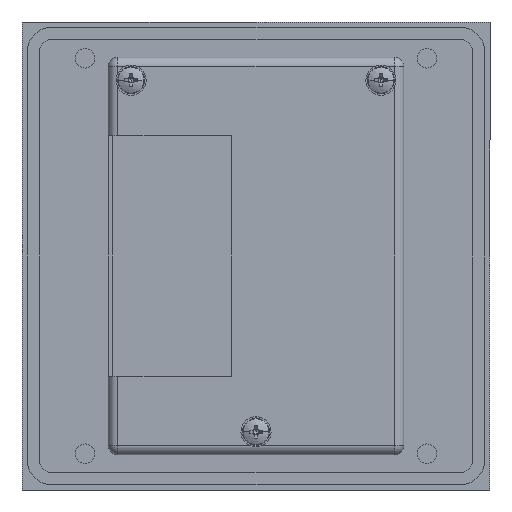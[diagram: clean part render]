
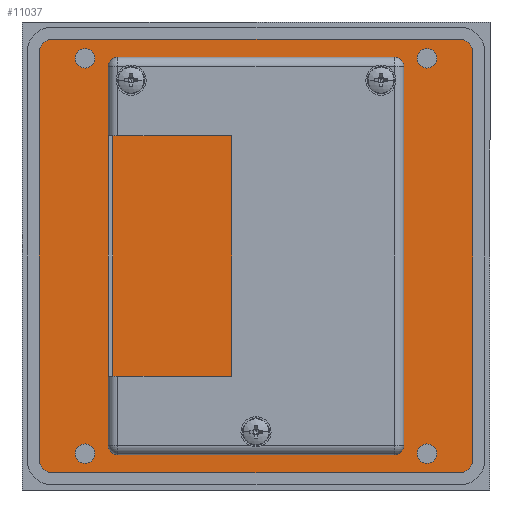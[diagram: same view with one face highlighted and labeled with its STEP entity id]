
A CAD part, front view. The second image highlights one B-rep face of the part: STEP entity #11037.
In plain terms, the highlighted planar face has unit normal (0, -1, 0).
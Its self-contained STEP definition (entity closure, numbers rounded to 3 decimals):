
#228 = CIRCLE ( 'NONE', #8544, 2. ) ;
#262 = DIRECTION ( 'NONE',  ( 0., 0., 1. ) ) ;
#565 = VERTEX_POINT ( 'NONE', #17976 ) ;
#757 = AXIS2_PLACEMENT_3D ( 'NONE', #17221, #8076, #11533 ) ;
#1020 = AXIS2_PLACEMENT_3D ( 'NONE', #7790, #2011, #5464 ) ;
#1329 = EDGE_CURVE ( 'NONE', #10803, #16016, #5781, .T. ) ;
#1390 = DIRECTION ( 'NONE',  ( 0., 0., 1. ) ) ;
#1545 = CARTESIAN_POINT ( 'NONE',  ( -35.25, -5.2, -40.75 ) ) ;
#1950 = DIRECTION ( 'NONE',  ( 0., -1., 0. ) ) ;
#2011 = DIRECTION ( 'NONE',  ( 0., -1., 0. ) ) ;
#2176 = CARTESIAN_POINT ( 'NONE',  ( 42.15, -5.2, 44.65 ) ) ;
#2180 = DIRECTION ( 'NONE',  ( 0., 0., -1. ) ) ;
#2379 = CARTESIAN_POINT ( 'NONE',  ( 44.65, -5.2, -42.15 ) ) ;
#2629 = AXIS2_PLACEMENT_3D ( 'NONE', #6052, #14957, #262 ) ;
#3325 = DIRECTION ( 'NONE',  ( 0., 0., 1. ) ) ;
#3677 = CARTESIAN_POINT ( 'NONE',  ( 35.25, -5.2, 40.75 ) ) ;
#4298 = VERTEX_POINT ( 'NONE', #10999 ) ;
#4852 = ORIENTED_EDGE ( 'NONE', *, *, #15818, .F. ) ;
#4886 = FACE_BOUND ( 'NONE', #9027, .T. ) ;
#5187 = CARTESIAN_POINT ( 'NONE',  ( -35.25, -5.2, 38.75 ) ) ;
#5280 = CARTESIAN_POINT ( 'NONE',  ( 35.25, -5.2, -40.75 ) ) ;
#5325 = AXIS2_PLACEMENT_3D ( 'NONE', #7011, #21531, #23187 ) ;
#5464 = DIRECTION ( 'NONE',  ( 0., 0., 1. ) ) ;
#5633 = CARTESIAN_POINT ( 'NONE',  ( 42.15, -5.2, -42.15 ) ) ;
#5657 = ORIENTED_EDGE ( 'NONE', *, *, #11633, .T. ) ;
#5720 = VECTOR ( 'NONE', #9405, 1000. ) ;
#5781 = CIRCLE ( 'NONE', #7662, 2. ) ;
#5898 = DIRECTION ( 'NONE',  ( 0., 0., 1. ) ) ;
#6052 = CARTESIAN_POINT ( 'NONE',  ( -42.15, -5.2, 42.15 ) ) ;
#6500 = VERTEX_POINT ( 'NONE', #17966 ) ;
#6845 = ORIENTED_EDGE ( 'NONE', *, *, #10874, .T. ) ;
#7011 = CARTESIAN_POINT ( 'NONE',  ( 0., -5.2, 0. ) ) ;
#7132 = CARTESIAN_POINT ( 'NONE',  ( -44.65, -5.2, 42.15 ) ) ;
#7393 = CARTESIAN_POINT ( 'NONE',  ( 42.15, -5.2, 42.15 ) ) ;
#7423 = EDGE_CURVE ( 'NONE', #20512, #13770, #18023, .T. ) ;
#7662 = AXIS2_PLACEMENT_3D ( 'NONE', #13015, #20166, #13125 ) ;
#7710 = EDGE_LOOP ( 'NONE', ( #4852, #15315 ) ) ;
#7763 = AXIS2_PLACEMENT_3D ( 'NONE', #11968, #15307, #17194 ) ;
#7790 = CARTESIAN_POINT ( 'NONE',  ( 35.25, -5.2, -40.75 ) ) ;
#7882 = EDGE_CURVE ( 'NONE', #12172, #6500, #228, .T. ) ;
#8076 = DIRECTION ( 'NONE',  ( 0., -1., 0. ) ) ;
#8334 = CARTESIAN_POINT ( 'NONE',  ( -35.25, -5.2, 42.75 ) ) ;
#8544 = AXIS2_PLACEMENT_3D ( 'NONE', #5280, #1950, #14421 ) ;
#8682 = FACE_BOUND ( 'NONE', #15247, .T. ) ;
#8726 = DIRECTION ( 'NONE',  ( 0., -1., 0. ) ) ;
#8991 = CARTESIAN_POINT ( 'NONE',  ( 35.25, -5.2, 38.75 ) ) ;
#9000 = EDGE_CURVE ( 'NONE', #14594, #19318, #22136, .T. ) ;
#9027 = EDGE_LOOP ( 'NONE', ( #13843, #18495 ) ) ;
#9405 = DIRECTION ( 'NONE',  ( -1., 0., 0. ) ) ;
#9669 = EDGE_LOOP ( 'NONE', ( #20158, #11675 ) ) ;
#9730 = CIRCLE ( 'NONE', #1020, 2. ) ;
#9949 = EDGE_LOOP ( 'NONE', ( #19924, #17821, #6845, #14392, #11997, #5657, #12783, #21559 ) ) ;
#10704 = PLANE ( 'NONE',  #5325 ) ;
#10803 = VERTEX_POINT ( 'NONE', #5187 ) ;
#10855 = DIRECTION ( 'NONE',  ( 0., 0., -1. ) ) ;
#10874 = EDGE_CURVE ( 'NONE', #17336, #20282, #19714, .T. ) ;
#10980 = VECTOR ( 'NONE', #1390, 1000. ) ;
#10999 = CARTESIAN_POINT ( 'NONE',  ( 44.65, -5.2, 42.15 ) ) ;
#11032 = CARTESIAN_POINT ( 'NONE',  ( -35.25, -5.2, -42.75 ) ) ;
#11037 = ADVANCED_FACE ( 'NONE', ( #16057, #13777, #21037, #8682, #4886 ), #10704, .F. ) ;
#11294 = EDGE_CURVE ( 'NONE', #16001, #17212, #18563, .T. ) ;
#11533 = DIRECTION ( 'NONE',  ( 0., 0., -1. ) ) ;
#11633 = EDGE_CURVE ( 'NONE', #12832, #4298, #19201, .T. ) ;
#11675 = ORIENTED_EDGE ( 'NONE', *, *, #7423, .F. ) ;
#11968 = CARTESIAN_POINT ( 'NONE',  ( 35.25, -5.2, 40.75 ) ) ;
#11997 = ORIENTED_EDGE ( 'NONE', *, *, #19348, .T. ) ;
#12172 = VERTEX_POINT ( 'NONE', #18698 ) ;
#12364 = CARTESIAN_POINT ( 'NONE',  ( 35.25, -5.2, 42.75 ) ) ;
#12602 = DIRECTION ( 'NONE',  ( 0., 0., -1. ) ) ;
#12783 = ORIENTED_EDGE ( 'NONE', *, *, #16720, .T. ) ;
#12810 = EDGE_CURVE ( 'NONE', #565, #17336, #14028, .T. ) ;
#12827 = AXIS2_PLACEMENT_3D ( 'NONE', #7393, #18220, #2180 ) ;
#12832 = VERTEX_POINT ( 'NONE', #2379 ) ;
#12864 = CIRCLE ( 'NONE', #2629, 2.5 ) ;
#13015 = CARTESIAN_POINT ( 'NONE',  ( -35.25, -5.2, 40.75 ) ) ;
#13082 = CARTESIAN_POINT ( 'NONE',  ( -35.25, -5.2, -38.75 ) ) ;
#13125 = DIRECTION ( 'NONE',  ( 0., 0., 1. ) ) ;
#13345 = DIRECTION ( 'NONE',  ( 1., 0., 0. ) ) ;
#13770 = VERTEX_POINT ( 'NONE', #12364 ) ;
#13777 = FACE_BOUND ( 'NONE', #7710, .T. ) ;
#13843 = ORIENTED_EDGE ( 'NONE', *, *, #11294, .F. ) ;
#13890 = EDGE_CURVE ( 'NONE', #19318, #565, #12864, .T. ) ;
#13907 = CIRCLE ( 'NONE', #19998, 2. ) ;
#13934 = CARTESIAN_POINT ( 'NONE',  ( -35.25, -5.2, 40.75 ) ) ;
#14028 = LINE ( 'NONE', #7132, #18208 ) ;
#14185 = DIRECTION ( 'NONE',  ( 0., 0., 1. ) ) ;
#14259 = EDGE_CURVE ( 'NONE', #6500, #12172, #9730, .T. ) ;
#14392 = ORIENTED_EDGE ( 'NONE', *, *, #14663, .T. ) ;
#14421 = DIRECTION ( 'NONE',  ( 0., 0., 1. ) ) ;
#14594 = VERTEX_POINT ( 'NONE', #19911 ) ;
#14663 = EDGE_CURVE ( 'NONE', #20282, #22144, #15146, .T. ) ;
#14682 = CIRCLE ( 'NONE', #16222, 2.5 ) ;
#14957 = DIRECTION ( 'NONE',  ( 0., -1., 0. ) ) ;
#15146 = LINE ( 'NONE', #19060, #23039 ) ;
#15247 = EDGE_LOOP ( 'NONE', ( #22668, #21483 ) ) ;
#15307 = DIRECTION ( 'NONE',  ( 0., -1., 0. ) ) ;
#15315 = ORIENTED_EDGE ( 'NONE', *, *, #1329, .F. ) ;
#15532 = AXIS2_PLACEMENT_3D ( 'NONE', #1545, #21261, #3325 ) ;
#15818 = EDGE_CURVE ( 'NONE', #16016, #10803, #21553, .T. ) ;
#16001 = VERTEX_POINT ( 'NONE', #13082 ) ;
#16016 = VERTEX_POINT ( 'NONE', #8334 ) ;
#16057 = FACE_OUTER_BOUND ( 'NONE', #9949, .T. ) ;
#16222 = AXIS2_PLACEMENT_3D ( 'NONE', #5633, #23338, #10855 ) ;
#16720 = EDGE_CURVE ( 'NONE', #4298, #14594, #23070, .T. ) ;
#17194 = DIRECTION ( 'NONE',  ( 0., 0., 1. ) ) ;
#17212 = VERTEX_POINT ( 'NONE', #11032 ) ;
#17221 = CARTESIAN_POINT ( 'NONE',  ( -42.15, -5.2, -42.15 ) ) ;
#17336 = VERTEX_POINT ( 'NONE', #18744 ) ;
#17821 = ORIENTED_EDGE ( 'NONE', *, *, #12810, .T. ) ;
#17966 = CARTESIAN_POINT ( 'NONE',  ( 35.25, -5.2, -42.75 ) ) ;
#17976 = CARTESIAN_POINT ( 'NONE',  ( -44.65, -5.2, 42.15 ) ) ;
#18023 = CIRCLE ( 'NONE', #7763, 2. ) ;
#18183 = AXIS2_PLACEMENT_3D ( 'NONE', #3677, #21851, #5898 ) ;
#18208 = VECTOR ( 'NONE', #12602, 1000. ) ;
#18220 = DIRECTION ( 'NONE',  ( 0., -1., 0. ) ) ;
#18304 = CARTESIAN_POINT ( 'NONE',  ( -35.25, -5.2, -40.75 ) ) ;
#18495 = ORIENTED_EDGE ( 'NONE', *, *, #19678, .F. ) ;
#18563 = CIRCLE ( 'NONE', #15532, 2. ) ;
#18698 = CARTESIAN_POINT ( 'NONE',  ( 35.25, -5.2, -38.75 ) ) ;
#18744 = CARTESIAN_POINT ( 'NONE',  ( -44.65, -5.2, -42.15 ) ) ;
#19060 = CARTESIAN_POINT ( 'NONE',  ( -42.15, -5.2, -44.65 ) ) ;
#19201 = LINE ( 'NONE', #23122, #10980 ) ;
#19318 = VERTEX_POINT ( 'NONE', #20127 ) ;
#19348 = EDGE_CURVE ( 'NONE', #22144, #12832, #14682, .T. ) ;
#19678 = EDGE_CURVE ( 'NONE', #17212, #16001, #13907, .T. ) ;
#19714 = CIRCLE ( 'NONE', #757, 2.5 ) ;
#19911 = CARTESIAN_POINT ( 'NONE',  ( 42.15, -5.2, 44.65 ) ) ;
#19924 = ORIENTED_EDGE ( 'NONE', *, *, #13890, .T. ) ;
#19980 = DIRECTION ( 'NONE',  ( 0., 0., 1. ) ) ;
#19998 = AXIS2_PLACEMENT_3D ( 'NONE', #18304, #23311, #19980 ) ;
#20127 = CARTESIAN_POINT ( 'NONE',  ( -42.15, -5.2, 44.65 ) ) ;
#20158 = ORIENTED_EDGE ( 'NONE', *, *, #22534, .F. ) ;
#20166 = DIRECTION ( 'NONE',  ( 0., -1., 0. ) ) ;
#20282 = VERTEX_POINT ( 'NONE', #21117 ) ;
#20512 = VERTEX_POINT ( 'NONE', #8991 ) ;
#20831 = CIRCLE ( 'NONE', #18183, 2. ) ;
#21037 = FACE_BOUND ( 'NONE', #9669, .T. ) ;
#21117 = CARTESIAN_POINT ( 'NONE',  ( -42.15, -5.2, -44.65 ) ) ;
#21261 = DIRECTION ( 'NONE',  ( 0., -1., 0. ) ) ;
#21292 = CARTESIAN_POINT ( 'NONE',  ( 42.15, -5.2, -44.65 ) ) ;
#21483 = ORIENTED_EDGE ( 'NONE', *, *, #14259, .F. ) ;
#21531 = DIRECTION ( 'NONE',  ( 0., 1., 0. ) ) ;
#21553 = CIRCLE ( 'NONE', #23053, 2. ) ;
#21559 = ORIENTED_EDGE ( 'NONE', *, *, #9000, .T. ) ;
#21851 = DIRECTION ( 'NONE',  ( 0., -1., 0. ) ) ;
#22136 = LINE ( 'NONE', #2176, #5720 ) ;
#22144 = VERTEX_POINT ( 'NONE', #21292 ) ;
#22534 = EDGE_CURVE ( 'NONE', #13770, #20512, #20831, .T. ) ;
#22668 = ORIENTED_EDGE ( 'NONE', *, *, #7882, .F. ) ;
#23039 = VECTOR ( 'NONE', #13345, 1000. ) ;
#23053 = AXIS2_PLACEMENT_3D ( 'NONE', #13934, #8726, #14185 ) ;
#23070 = CIRCLE ( 'NONE', #12827, 2.5 ) ;
#23122 = CARTESIAN_POINT ( 'NONE',  ( 44.65, -5.2, -42.15 ) ) ;
#23187 = DIRECTION ( 'NONE',  ( 0., 0., 1. ) ) ;
#23311 = DIRECTION ( 'NONE',  ( 0., -1., 0. ) ) ;
#23338 = DIRECTION ( 'NONE',  ( 0., -1., 0. ) ) ;
